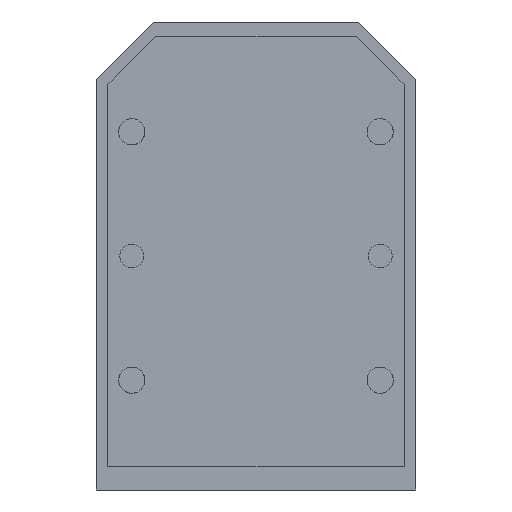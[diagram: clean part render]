
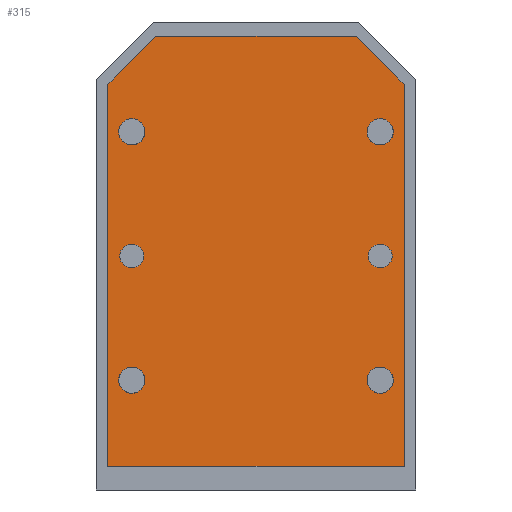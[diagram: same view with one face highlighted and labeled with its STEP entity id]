
A CAD part, left-side view. The second image highlights one B-rep face of the part: STEP entity #315.
In plain terms, the highlighted planar face has unit normal (-1, 0, 0).
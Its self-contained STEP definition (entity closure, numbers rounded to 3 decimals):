
#315 = ADVANCED_FACE( '', ( #745, #746, #747, #748, #749, #750, #751 ), #752, .F. );
#745 = FACE_BOUND( '', #1245, .T. );
#746 = FACE_BOUND( '', #1246, .T. );
#747 = FACE_BOUND( '', #1247, .T. );
#748 = FACE_BOUND( '', #1248, .T. );
#749 = FACE_BOUND( '', #1249, .T. );
#750 = FACE_BOUND( '', #1250, .T. );
#751 = FACE_OUTER_BOUND( '', #1251, .T. );
#752 = PLANE( '', #1252 );
#1245 = EDGE_LOOP( '', ( #1961 ) );
#1246 = EDGE_LOOP( '', ( #1962 ) );
#1247 = EDGE_LOOP( '', ( #1963 ) );
#1248 = EDGE_LOOP( '', ( #1964 ) );
#1249 = EDGE_LOOP( '', ( #1965 ) );
#1250 = EDGE_LOOP( '', ( #1966 ) );
#1251 = EDGE_LOOP( '', ( #1967, #1968, #1969, #1970, #1971, #1972 ) );
#1252 = AXIS2_PLACEMENT_3D( '', #1973, #1974, #1975 );
#1961 = ORIENTED_EDGE( '', *, *, #2453, .T. );
#1962 = ORIENTED_EDGE( '', *, *, #2498, .T. );
#1963 = ORIENTED_EDGE( '', *, *, #2529, .T. );
#1964 = ORIENTED_EDGE( '', *, *, #2462, .T. );
#1965 = ORIENTED_EDGE( '', *, *, #2530, .T. );
#1966 = ORIENTED_EDGE( '', *, *, #2531, .T. );
#1967 = ORIENTED_EDGE( '', *, *, #2532, .F. );
#1968 = ORIENTED_EDGE( '', *, *, #2420, .F. );
#1969 = ORIENTED_EDGE( '', *, *, #2522, .F. );
#1970 = ORIENTED_EDGE( '', *, *, #2427, .F. );
#1971 = ORIENTED_EDGE( '', *, *, #2533, .F. );
#1972 = ORIENTED_EDGE( '', *, *, #2534, .F. );
#1973 = CARTESIAN_POINT( '', ( -120., 31., 95. ) );
#1974 = DIRECTION( '', ( 1., 0., 0. ) );
#1975 = DIRECTION( '', ( 0., -0.707, 0.707 ) );
#2420 = EDGE_CURVE( '', #2818, #2820, #2821, .T. );
#2427 = EDGE_CURVE( '', #2830, #2832, #2833, .T. );
#2453 = EDGE_CURVE( '', #2868, #2868, #2869, .T. );
#2462 = EDGE_CURVE( '', #2882, #2882, #2883, .T. );
#2498 = EDGE_CURVE( '', #2932, #2932, #2933, .T. );
#2522 = EDGE_CURVE( '', #2832, #2818, #2966, .T. );
#2529 = EDGE_CURVE( '', #2974, #2974, #2975, .T. );
#2530 = EDGE_CURVE( '', #2976, #2976, #2977, .T. );
#2531 = EDGE_CURVE( '', #2978, #2978, #2979, .T. );
#2532 = EDGE_CURVE( '', #2820, #2980, #2981, .T. );
#2533 = EDGE_CURVE( '', #2982, #2830, #2983, .T. );
#2534 = EDGE_CURVE( '', #2980, #2982, #2984, .T. );
#2818 = VERTEX_POINT( '', #3315 );
#2820 = VERTEX_POINT( '', #3318 );
#2821 = LINE( '', #3319, #3320 );
#2830 = VERTEX_POINT( '', #3331 );
#2832 = VERTEX_POINT( '', #3334 );
#2833 = LINE( '', #3335, #3336 );
#2868 = VERTEX_POINT( '', #3374 );
#2869 = CIRCLE( '', #3375, 2.51 );
#2882 = VERTEX_POINT( '', #3388 );
#2883 = CIRCLE( '', #3389, 2.75 );
#2932 = VERTEX_POINT( '', #3448 );
#2933 = CIRCLE( '', #3449, 2.51 );
#2966 = LINE( '', #3487, #3488 );
#2974 = VERTEX_POINT( '', #3496 );
#2975 = CIRCLE( '', #3497, 2.75 );
#2976 = VERTEX_POINT( '', #3498 );
#2977 = CIRCLE( '', #3499, 2.75 );
#2978 = VERTEX_POINT( '', #3500 );
#2979 = CIRCLE( '', #3501, 2.75 );
#2980 = VERTEX_POINT( '', #3502 );
#2981 = LINE( '', #3503, #3504 );
#2982 = VERTEX_POINT( '', #3505 );
#2983 = LINE( '', #3506, #3507 );
#2984 = LINE( '', #3508, #3509 );
#3315 = CARTESIAN_POINT( '', ( -120., -31., 5. ) );
#3318 = CARTESIAN_POINT( '', ( -120., 31., 5. ) );
#3319 = CARTESIAN_POINT( '', ( -120., -31., 5. ) );
#3320 = VECTOR( '', #3816, 1000. );
#3331 = CARTESIAN_POINT( '', ( -120., -21., 95. ) );
#3334 = CARTESIAN_POINT( '', ( -120., -31., 85. ) );
#3335 = CARTESIAN_POINT( '', ( -120., -21., 95. ) );
#3336 = VECTOR( '', #3823, 1000. );
#3374 = CARTESIAN_POINT( '', ( -120., -24.225, 50.775 ) );
#3375 = AXIS2_PLACEMENT_3D( '', #3857, #3858, #3859 );
#3388 = CARTESIAN_POINT( '', ( -120., -24.055, 24.945 ) );
#3389 = AXIS2_PLACEMENT_3D( '', #3872, #3873, #3874 );
#3448 = CARTESIAN_POINT( '', ( -120., 27.775, 50.775 ) );
#3449 = AXIS2_PLACEMENT_3D( '', #3915, #3916, #3917 );
#3487 = CARTESIAN_POINT( '', ( -120., -31., 85. ) );
#3488 = VECTOR( '', #3944, 1000. );
#3496 = CARTESIAN_POINT( '', ( -120., 27.945, 24.945 ) );
#3497 = AXIS2_PLACEMENT_3D( '', #3948, #3949, #3950 );
#3498 = CARTESIAN_POINT( '', ( -120., -24.055, 76.945 ) );
#3499 = AXIS2_PLACEMENT_3D( '', #3951, #3952, #3953 );
#3500 = CARTESIAN_POINT( '', ( -120., 27.945, 76.945 ) );
#3501 = AXIS2_PLACEMENT_3D( '', #3954, #3955, #3956 );
#3502 = CARTESIAN_POINT( '', ( -120., 31., 85. ) );
#3503 = CARTESIAN_POINT( '', ( -120., 31., 5. ) );
#3504 = VECTOR( '', #3957, 1000. );
#3505 = CARTESIAN_POINT( '', ( -120., 21., 95. ) );
#3506 = CARTESIAN_POINT( '', ( -120., 21., 95. ) );
#3507 = VECTOR( '', #3958, 1000. );
#3508 = CARTESIAN_POINT( '', ( -120., 31., 85. ) );
#3509 = VECTOR( '', #3959, 1000. );
#3816 = DIRECTION( '', ( 0., 1., 0. ) );
#3823 = DIRECTION( '', ( 0., -0.707, -0.707 ) );
#3857 = CARTESIAN_POINT( '', ( -120., -26., 49. ) );
#3858 = DIRECTION( '', ( 1., 0., 0. ) );
#3859 = DIRECTION( '', ( 0., 0.707, 0.707 ) );
#3872 = CARTESIAN_POINT( '', ( -120., -26., 23. ) );
#3873 = DIRECTION( '', ( 1., 0., 0. ) );
#3874 = DIRECTION( '', ( 0., 0.707, 0.707 ) );
#3915 = CARTESIAN_POINT( '', ( -120., 26., 49. ) );
#3916 = DIRECTION( '', ( 1., 0., 0. ) );
#3917 = DIRECTION( '', ( 0., 0.707, 0.707 ) );
#3944 = DIRECTION( '', ( 0., 0., -1. ) );
#3948 = CARTESIAN_POINT( '', ( -120., 26., 23. ) );
#3949 = DIRECTION( '', ( 1., 0., 0. ) );
#3950 = DIRECTION( '', ( 0., 0.707, 0.707 ) );
#3951 = CARTESIAN_POINT( '', ( -120., -26., 75. ) );
#3952 = DIRECTION( '', ( 1., 0., 0. ) );
#3953 = DIRECTION( '', ( 0., 0.707, 0.707 ) );
#3954 = CARTESIAN_POINT( '', ( -120., 26., 75. ) );
#3955 = DIRECTION( '', ( 1., 0., 0. ) );
#3956 = DIRECTION( '', ( 0., 0.707, 0.707 ) );
#3957 = DIRECTION( '', ( 0., 0., 1. ) );
#3958 = DIRECTION( '', ( 0., -1., 0. ) );
#3959 = DIRECTION( '', ( 0., -0.707, 0.707 ) );
